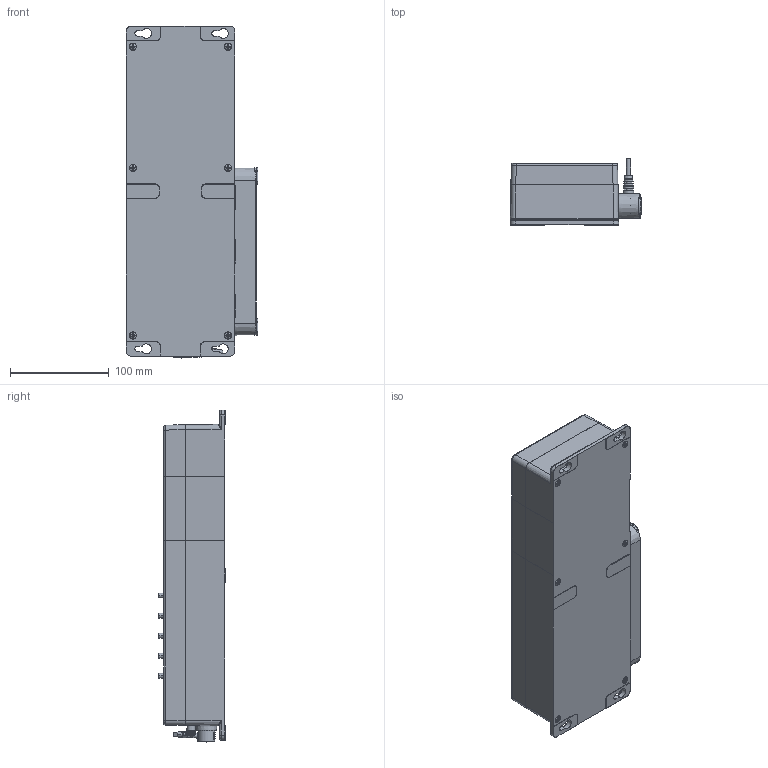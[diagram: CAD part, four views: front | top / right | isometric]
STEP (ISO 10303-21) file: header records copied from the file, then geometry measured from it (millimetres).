
FILE_DESCRIPTION (( 'STEP AP203' ), '1' );
FILE_NAME ('SG300.STEP', '2013-06-12T12:20:18', ( 'admin' ), ( 'Hewlett-Packard Company' ), 'SwSTEP 2.0', 'SolidWorks 2012', '' );
FILE_SCHEMA (( 'CONFIG_CONTROL_DESIGN' ));
Products named in the file (1): SG300
Bounding box: 133.62 x 67 x 336.8 mm (x, y, z)
Volume: 2133482.8 mm3; surface area: 162318 mm2
Topology: 1 solids, 1 shells, 2117 faces, 5571 edges, 3528 vertices
Faces by surface type: plane 861, cylinder 525, cone 331, torus 203, bspline 159, sphere 38
Entity records: 72963 total; most frequent: CARTESIAN_POINT 21338, ORIENTED_EDGE 11126, DIRECTION 10738, EDGE_CURVE 5563, AXIS2_PLACEMENT_3D 4112, VERTEX_POINT 3528, VECTOR 2514, LINE 2514
